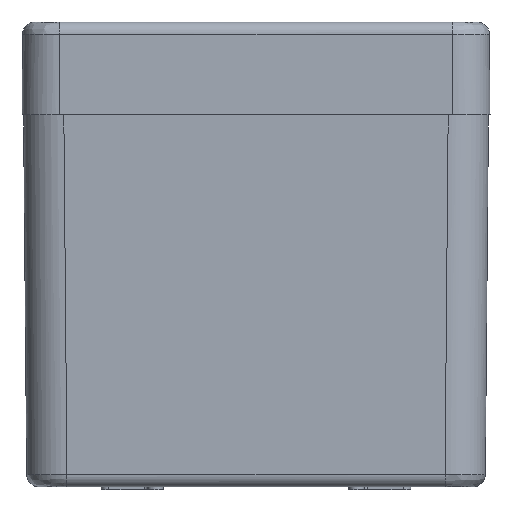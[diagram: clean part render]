
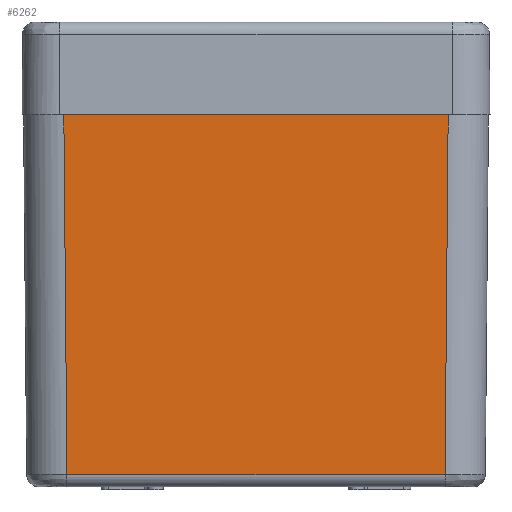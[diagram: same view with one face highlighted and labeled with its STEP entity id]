
A CAD part, left-side view. The second image highlights one B-rep face of the part: STEP entity #6262.
In plain terms, the highlighted planar face has unit normal (-1, 0, -0.009).
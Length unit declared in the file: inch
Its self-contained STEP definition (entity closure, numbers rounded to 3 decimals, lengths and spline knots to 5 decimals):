
#196 = CARTESIAN_POINT ( 'NONE',  ( -1.5748, 1.47638, 0. ) ) ;
#815 = FACE_OUTER_BOUND ( 'NONE', #15645, .T. ) ;
#1084 = CARTESIAN_POINT ( 'NONE',  ( -1.55487, -1.20055, -2.28415 ) ) ;
#1650 = CARTESIAN_POINT ( 'NONE',  ( -1.5748, 1.22048, 0. ) ) ;
#1754 = PLANE ( 'NONE',  #8136 ) ;
#1906 = DIRECTION ( 'NONE',  ( -1., 0., -0.009 ) ) ;
#2567 = LINE ( 'NONE', #196, #7104 ) ;
#2767 = LINE ( 'NONE', #6425, #14217 ) ;
#3100 = LINE ( 'NONE', #5643, #4836 ) ;
#3564 = ORIENTED_EDGE ( 'NONE', *, *, #10440, .T. ) ;
#4287 = VECTOR ( 'NONE', #9785, 39.37008 ) ;
#4836 = VECTOR ( 'NONE', #14174, 39.37008 ) ;
#5017 = DIRECTION ( 'NONE',  ( 0., 1., 0. ) ) ;
#5221 = DIRECTION ( 'NONE',  ( 0., 1., 0. ) ) ;
#5643 = CARTESIAN_POINT ( 'NONE',  ( -1.5747, 1.22038, -0.01151 ) ) ;
#6262 = ADVANCED_FACE ( 'NONE', ( #815 ), #1754, .T. ) ;
#6425 = CARTESIAN_POINT ( 'NONE',  ( -1.55487, 0.73819, -2.28415 ) ) ;
#7104 = VECTOR ( 'NONE', #5017, 39.37008 ) ;
#7767 = DIRECTION ( 'NONE',  ( -0.009, 0., 1. ) ) ;
#8136 = AXIS2_PLACEMENT_3D ( 'NONE', #10237, #1906, #7767 ) ;
#8745 = VERTEX_POINT ( 'NONE', #11625 ) ;
#9785 = DIRECTION ( 'NONE',  ( 0.009, 0.009, -1. ) ) ;
#10019 = LINE ( 'NONE', #14676, #4287 ) ;
#10237 = CARTESIAN_POINT ( 'NONE',  ( -1.5748, 1.47638, 0. ) ) ;
#10440 = EDGE_CURVE ( 'NONE', #14104, #12240, #2567, .T. ) ;
#10631 = EDGE_CURVE ( 'NONE', #8745, #12240, #3100, .T. ) ;
#11437 = ORIENTED_EDGE ( 'NONE', *, *, #10631, .F. ) ;
#11598 = EDGE_CURVE ( 'NONE', #13179, #8745, #2767, .T. ) ;
#11625 = CARTESIAN_POINT ( 'NONE',  ( -1.55487, 1.20055, -2.28415 ) ) ;
#11839 = EDGE_CURVE ( 'NONE', #14104, #13179, #10019, .T. ) ;
#12240 = VERTEX_POINT ( 'NONE', #1650 ) ;
#12794 = ORIENTED_EDGE ( 'NONE', *, *, #11598, .F. ) ;
#13179 = VERTEX_POINT ( 'NONE', #1084 ) ;
#13473 = CARTESIAN_POINT ( 'NONE',  ( -1.5748, -1.22048, 0. ) ) ;
#14104 = VERTEX_POINT ( 'NONE', #13473 ) ;
#14172 = ORIENTED_EDGE ( 'NONE', *, *, #11839, .F. ) ;
#14174 = DIRECTION ( 'NONE',  ( -0.009, 0.009, 1. ) ) ;
#14217 = VECTOR ( 'NONE', #5221, 39.37008 ) ;
#14676 = CARTESIAN_POINT ( 'NONE',  ( -1.57471, -1.22039, -0.01065 ) ) ;
#15645 = EDGE_LOOP ( 'NONE', ( #11437, #12794, #14172, #3564 ) ) ;
